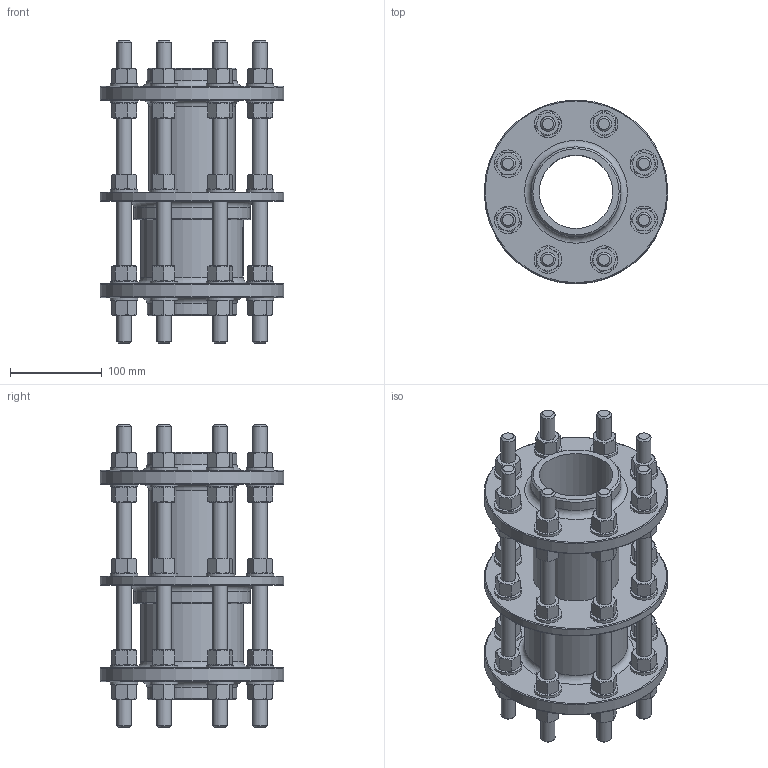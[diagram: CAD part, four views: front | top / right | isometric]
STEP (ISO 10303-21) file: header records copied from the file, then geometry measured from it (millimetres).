
FILE_DESCRIPTION(/* description */ (''),/* implementation_level */ '2;1');
FILE_NAME(/* name */ 'DN80_3D_STEP.stp',/* time_stamp */ '2025-09-10T23:55:05+03:00',/* author */ ('igorr'),/* organization */ (''),/* preprocessor_version */ 'ST-DEVELOPER v20',/* originating_system */ 'Autodesk Inventor 2025',/* authorisation */ '');
FILE_SCHEMA (('AUTOMOTIVE_DESIGN { 1 0 10303 214 3 1 1 }','PROCESS_PLANNING_SCHEMA'));
Length unit declared in the file: millimetre
Products named in the file (4): Сборка; Деталь; ANSI B18.2.4.2M - M16x2; DIN 126 - 17,5
Assembly tree (81 placements, depth 2):
  Сборка
    Деталь
    ANSI B18.2.4.2M - M16x2  x40
    DIN 126 - 17,5  x40
Bounding box: 200 x 200 x 330 mm (x, y, z)
Volume: 2588694.6 mm3; surface area: 622243 mm2
Topology: 89 solids, 89 shells, 1267 faces, 2694 edges, 1617 vertices
Faces by surface type: cone 579, plane 475, cylinder 168, bspline 29, torus 16
Full cylindrical faces by diameter (mm): 13.835 x40, 16 x8, 17 x24, 17.5 x40, 30 x40, 80 x1, 94 x1, 98 x2, 112 x1, 113 x1, 127 x1, 200 x3
Entity records: 7723 total; most frequent: CARTESIAN_POINT 1866, DIRECTION 1158, ORIENTED_EDGE 1012, EDGE_CURVE 506, AXIS2_PLACEMENT_3D 468, VERTEX_POINT 330, EDGE_LOOP 284, LINE 222
